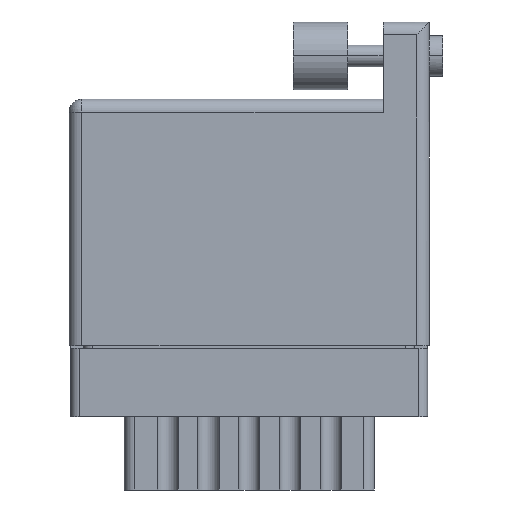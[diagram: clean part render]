
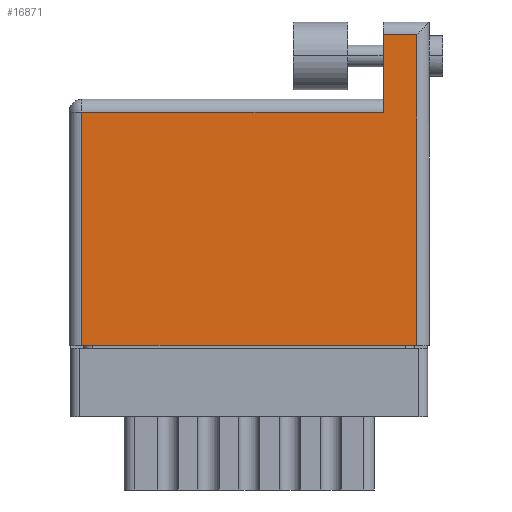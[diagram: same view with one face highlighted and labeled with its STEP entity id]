
A CAD part, front view. The second image highlights one B-rep face of the part: STEP entity #16871.
In plain terms, the highlighted face is planar.
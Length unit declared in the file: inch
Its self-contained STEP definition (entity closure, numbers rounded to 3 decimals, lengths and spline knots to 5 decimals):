
#51 = LINE ( 'NONE', #17685, #9662 ) ;
#102 = EDGE_CURVE ( 'NONE', #3160, #22769, #9302, .T. ) ;
#167 = EDGE_CURVE ( 'NONE', #10529, #23193, #17600, .T. ) ;
#1144 = LINE ( 'NONE', #7435, #25323 ) ;
#1296 = DIRECTION ( 'NONE',  ( 1., 0., 0. ) ) ;
#1488 = ORIENTED_EDGE ( 'NONE', *, *, #1787, .T. ) ;
#1787 = EDGE_CURVE ( 'NONE', #23193, #3160, #1144, .T. ) ;
#2028 = CARTESIAN_POINT ( 'NONE',  ( 0.047, 0., 0. ) ) ;
#3160 = VERTEX_POINT ( 'NONE', #9804 ) ;
#3305 = CARTESIAN_POINT ( 'NONE',  ( 0., 0.906, 0. ) ) ;
#3616 = ORIENTED_EDGE ( 'NONE', *, *, #102, .T. ) ;
#4752 = AXIS2_PLACEMENT_3D ( 'NONE', #3305, #7381, #15415 ) ;
#5065 = VECTOR ( 'NONE', #1296, 39.37008 ) ;
#6626 = CARTESIAN_POINT ( 'NONE',  ( 1.155, 1.143, 0. ) ) ;
#6951 = EDGE_CURVE ( 'NONE', #9278, #10529, #11185, .T. ) ;
#7381 = DIRECTION ( 'NONE',  ( 0., 0., -1. ) ) ;
#7435 = CARTESIAN_POINT ( 'NONE',  ( 1.278, 1.19, 0. ) ) ;
#8223 = VERTEX_POINT ( 'NONE', #19581 ) ;
#8519 = VECTOR ( 'NONE', #21316, 39.37008 ) ;
#9278 = VERTEX_POINT ( 'NONE', #10397 ) ;
#9302 = LINE ( 'NONE', #13651, #23580 ) ;
#9416 = DIRECTION ( 'NONE',  ( 0., 1., 0. ) ) ;
#9662 = VECTOR ( 'NONE', #11888, 39.37008 ) ;
#9740 = FACE_OUTER_BOUND ( 'NONE', #23600, .T. ) ;
#9804 = CARTESIAN_POINT ( 'NONE',  ( 1.278, 1.143, 0. ) ) ;
#10397 = CARTESIAN_POINT ( 'NONE',  ( 0.047, 0.859, 0. ) ) ;
#10529 = VERTEX_POINT ( 'NONE', #2028 ) ;
#11185 = LINE ( 'NONE', #17107, #8519 ) ;
#11795 = EDGE_CURVE ( 'NONE', #22769, #8223, #51, .T. ) ;
#11888 = DIRECTION ( 'NONE',  ( 0., -1., 0. ) ) ;
#12040 = ORIENTED_EDGE ( 'NONE', *, *, #167, .T. ) ;
#12099 = ORIENTED_EDGE ( 'NONE', *, *, #11795, .T. ) ;
#13511 = DIRECTION ( 'NONE',  ( -1., 0., 0. ) ) ;
#13651 = CARTESIAN_POINT ( 'NONE',  ( 1.155, 1.143, 0. ) ) ;
#15415 = DIRECTION ( 'NONE',  ( -1., 0., 0. ) ) ;
#15663 = VECTOR ( 'NONE', #22436, 39.37008 ) ;
#16187 = EDGE_CURVE ( 'NONE', #8223, #9278, #18476, .T. ) ;
#16217 = CARTESIAN_POINT ( 'NONE',  ( 1.278, 0., 0. ) ) ;
#16871 = ADVANCED_FACE ( 'NONE', ( #9740 ), #17775, .F. ) ;
#17107 = CARTESIAN_POINT ( 'NONE',  ( 0.047, 0., 0. ) ) ;
#17242 = ORIENTED_EDGE ( 'NONE', *, *, #6951, .T. ) ;
#17456 = ORIENTED_EDGE ( 'NONE', *, *, #16187, .T. ) ;
#17600 = LINE ( 'NONE', #23656, #5065 ) ;
#17685 = CARTESIAN_POINT ( 'NONE',  ( 1.155, 1.19, 0. ) ) ;
#17775 = PLANE ( 'NONE',  #4752 ) ;
#18476 = LINE ( 'NONE', #20185, #15663 ) ;
#19581 = CARTESIAN_POINT ( 'NONE',  ( 1.155, 0.859, 0. ) ) ;
#20185 = CARTESIAN_POINT ( 'NONE',  ( 0., 0.859, 0. ) ) ;
#21316 = DIRECTION ( 'NONE',  ( 0., -1., 0. ) ) ;
#22436 = DIRECTION ( 'NONE',  ( -1., 0., 0. ) ) ;
#22769 = VERTEX_POINT ( 'NONE', #6626 ) ;
#23193 = VERTEX_POINT ( 'NONE', #16217 ) ;
#23580 = VECTOR ( 'NONE', #13511, 39.37008 ) ;
#23600 = EDGE_LOOP ( 'NONE', ( #12040, #1488, #3616, #12099, #17456, #17242 ) ) ;
#23656 = CARTESIAN_POINT ( 'NONE',  ( 0., 0., 0. ) ) ;
#25323 = VECTOR ( 'NONE', #9416, 39.37008 ) ;
